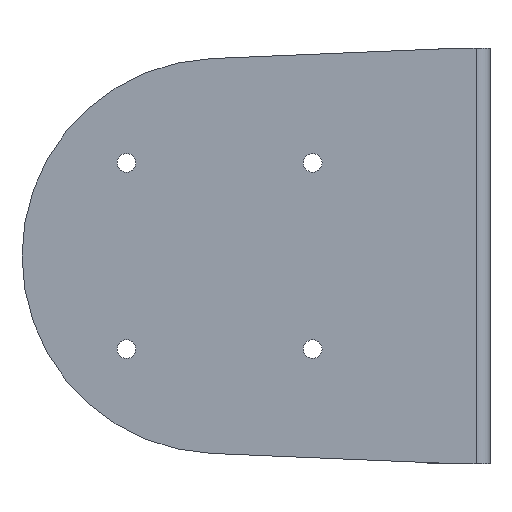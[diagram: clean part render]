
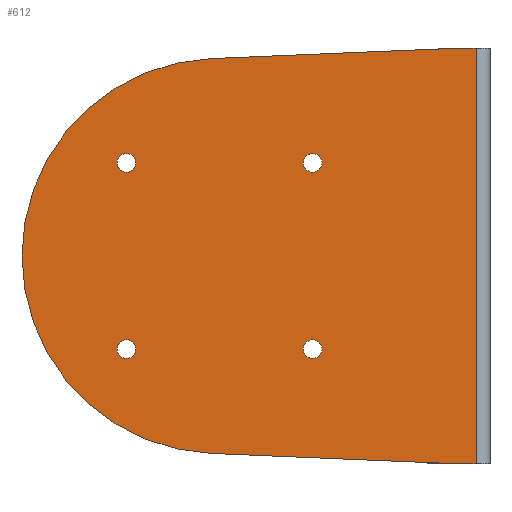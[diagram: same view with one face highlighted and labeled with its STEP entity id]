
A CAD part, front view. The second image highlights one B-rep face of the part: STEP entity #612.
In plain terms, the highlighted planar face has unit normal (0, -1, 0).
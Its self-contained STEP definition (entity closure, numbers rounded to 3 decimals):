
#6 = DIRECTION ( 'NONE',  ( 0., -1., 0. ) ) ;
#13 = CIRCLE ( 'NONE', #233, 1.35 ) ;
#28 = AXIS2_PLACEMENT_3D ( 'NONE', #1135, #785, #999 ) ;
#44 = DIRECTION ( 'NONE',  ( 0., 0., -1. ) ) ;
#46 = DIRECTION ( 'NONE',  ( 0., -1., 0. ) ) ;
#56 = VECTOR ( 'NONE', #2156, 1000. ) ;
#71 = EDGE_CURVE ( 'NONE', #2177, #610, #13, .T. ) ;
#74 = CARTESIAN_POINT ( 'NONE',  ( 0., 0., 0. ) ) ;
#107 = CARTESIAN_POINT ( 'NONE',  ( 37., 0., -30. ) ) ;
#113 = CARTESIAN_POINT ( 'NONE',  ( 39., 0., 30. ) ) ;
#133 = VERTEX_POINT ( 'NONE', #237 ) ;
#189 = ORIENTED_EDGE ( 'NONE', *, *, #2011, .F. ) ;
#193 = VECTOR ( 'NONE', #968, 1000. ) ;
#216 = DIRECTION ( 'NONE',  ( 0., 1., 0. ) ) ;
#225 = DIRECTION ( 'NONE',  ( 0., 0., -1. ) ) ;
#231 = DIRECTION ( 'NONE',  ( 0., -1., 0. ) ) ;
#233 = AXIS2_PLACEMENT_3D ( 'NONE', #1255, #734, #44 ) ;
#234 = CIRCLE ( 'NONE', #1246, 1.35 ) ;
#237 = CARTESIAN_POINT ( 'NONE',  ( 37., 0., 30. ) ) ;
#248 = DIRECTION ( 'NONE',  ( -1., 0., 0. ) ) ;
#260 = DIRECTION ( 'NONE',  ( -1., 0., 0. ) ) ;
#268 = CARTESIAN_POINT ( 'NONE',  ( 35., 0., -30. ) ) ;
#277 = EDGE_CURVE ( 'NONE', #133, #1196, #1818, .T. ) ;
#334 = VECTOR ( 'NONE', #1505, 1000. ) ;
#337 = CARTESIAN_POINT ( 'NONE',  ( 35., 0., 30. ) ) ;
#350 = CIRCLE ( 'NONE', #28, 28.5 ) ;
#363 = EDGE_CURVE ( 'NONE', #610, #2177, #1490, .T. ) ;
#398 = FACE_BOUND ( 'NONE', #494, .T. ) ;
#405 = CARTESIAN_POINT ( 'NONE',  ( 13.435, 0., -13.435 ) ) ;
#423 = FACE_BOUND ( 'NONE', #1543, .T. ) ;
#433 = LINE ( 'NONE', #1468, #56 ) ;
#438 = ORIENTED_EDGE ( 'NONE', *, *, #1270, .F. ) ;
#439 = CIRCLE ( 'NONE', #2166, 1.35 ) ;
#476 = EDGE_CURVE ( 'NONE', #744, #2046, #2039, .T. ) ;
#488 = VERTEX_POINT ( 'NONE', #2076 ) ;
#494 = EDGE_LOOP ( 'NONE', ( #189, #743 ) ) ;
#500 = ORIENTED_EDGE ( 'NONE', *, *, #1707, .F. ) ;
#558 = EDGE_CURVE ( 'NONE', #488, #1814, #765, .T. ) ;
#587 = ORIENTED_EDGE ( 'NONE', *, *, #2196, .F. ) ;
#610 = VERTEX_POINT ( 'NONE', #738 ) ;
#611 = DIRECTION ( 'NONE',  ( 0., 0., -1. ) ) ;
#612 = ADVANCED_FACE ( 'NONE', ( #398, #423, #1601, #1469, #1115 ), #1636, .F. ) ;
#640 = CARTESIAN_POINT ( 'NONE',  ( -1.2, 0., -28.475 ) ) ;
#645 = AXIS2_PLACEMENT_3D ( 'NONE', #737, #1429, #225 ) ;
#669 = ORIENTED_EDGE ( 'NONE', *, *, #277, .T. ) ;
#673 = CARTESIAN_POINT ( 'NONE',  ( 37., 0., 30. ) ) ;
#724 = DIRECTION ( 'NONE',  ( 0., 0., -1. ) ) ;
#734 = DIRECTION ( 'NONE',  ( 0., -1., 0. ) ) ;
#737 = CARTESIAN_POINT ( 'NONE',  ( 13.435, 0., 13.435 ) ) ;
#738 = CARTESIAN_POINT ( 'NONE',  ( -13.435, 0., 14.785 ) ) ;
#741 = DIRECTION ( 'NONE',  ( 0., -1., 0. ) ) ;
#743 = ORIENTED_EDGE ( 'NONE', *, *, #476, .F. ) ;
#744 = VERTEX_POINT ( 'NONE', #2173 ) ;
#765 = CIRCLE ( 'NONE', #1048, 1.35 ) ;
#785 = DIRECTION ( 'NONE',  ( 0., 1., 0. ) ) ;
#802 = VERTEX_POINT ( 'NONE', #107 ) ;
#805 = VECTOR ( 'NONE', #248, 1000. ) ;
#806 = VERTEX_POINT ( 'NONE', #640 ) ;
#884 = VERTEX_POINT ( 'NONE', #268 ) ;
#903 = VECTOR ( 'NONE', #260, 1000. ) ;
#932 = CARTESIAN_POINT ( 'NONE',  ( -13.435, 0., -14.785 ) ) ;
#947 = AXIS2_PLACEMENT_3D ( 'NONE', #74, #216, #1790 ) ;
#950 = EDGE_CURVE ( 'NONE', #1823, #1649, #439, .T. ) ;
#968 = DIRECTION ( 'NONE',  ( -0.999, 0., 0.042 ) ) ;
#972 = CIRCLE ( 'NONE', #645, 1.35 ) ;
#980 = AXIS2_PLACEMENT_3D ( 'NONE', #1562, #6, #1170 ) ;
#999 = DIRECTION ( 'NONE',  ( 0., 0., 1. ) ) ;
#1023 = VERTEX_POINT ( 'NONE', #1681 ) ;
#1025 = DIRECTION ( 'NONE',  ( 0., 0., -1. ) ) ;
#1048 = AXIS2_PLACEMENT_3D ( 'NONE', #1257, #46, #724 ) ;
#1077 = CARTESIAN_POINT ( 'NONE',  ( -13.435, 0., 12.085 ) ) ;
#1107 = EDGE_LOOP ( 'NONE', ( #2014, #1611, #669, #438, #500, #1975 ) ) ;
#1115 = FACE_OUTER_BOUND ( 'NONE', #1107, .T. ) ;
#1135 = CARTESIAN_POINT ( 'NONE',  ( 0., 0., 0. ) ) ;
#1145 = DIRECTION ( 'NONE',  ( 0., -1., 0. ) ) ;
#1167 = LINE ( 'NONE', #673, #334 ) ;
#1170 = DIRECTION ( 'NONE',  ( 0., 0., -1. ) ) ;
#1196 = VERTEX_POINT ( 'NONE', #337 ) ;
#1246 = AXIS2_PLACEMENT_3D ( 'NONE', #2036, #1872, #1025 ) ;
#1253 = EDGE_CURVE ( 'NONE', #884, #806, #1555, .T. ) ;
#1255 = CARTESIAN_POINT ( 'NONE',  ( -13.435, 0., 13.435 ) ) ;
#1257 = CARTESIAN_POINT ( 'NONE',  ( 13.435, 0., 13.435 ) ) ;
#1270 = EDGE_CURVE ( 'NONE', #1023, #1196, #433, .T. ) ;
#1287 = AXIS2_PLACEMENT_3D ( 'NONE', #2118, #741, #1949 ) ;
#1341 = EDGE_CURVE ( 'NONE', #802, #133, #1167, .T. ) ;
#1382 = CARTESIAN_POINT ( 'NONE',  ( 13.435, 0., 12.085 ) ) ;
#1429 = DIRECTION ( 'NONE',  ( 0., -1., 0. ) ) ;
#1435 = EDGE_CURVE ( 'NONE', #1649, #1823, #234, .T. ) ;
#1468 = CARTESIAN_POINT ( 'NONE',  ( 35., 0., 30. ) ) ;
#1469 = FACE_BOUND ( 'NONE', #1624, .T. ) ;
#1486 = LINE ( 'NONE', #2139, #903 ) ;
#1490 = CIRCLE ( 'NONE', #1665, 1.35 ) ;
#1505 = DIRECTION ( 'NONE',  ( 0., 0., 1. ) ) ;
#1543 = EDGE_LOOP ( 'NONE', ( #1962, #2122 ) ) ;
#1547 = ORIENTED_EDGE ( 'NONE', *, *, #363, .F. ) ;
#1552 = CARTESIAN_POINT ( 'NONE',  ( 13.435, 0., -14.785 ) ) ;
#1555 = LINE ( 'NONE', #1800, #193 ) ;
#1562 = CARTESIAN_POINT ( 'NONE',  ( -13.435, 0., -13.435 ) ) ;
#1601 = FACE_BOUND ( 'NONE', #1616, .T. ) ;
#1611 = ORIENTED_EDGE ( 'NONE', *, *, #1341, .T. ) ;
#1616 = EDGE_LOOP ( 'NONE', ( #587, #1923 ) ) ;
#1624 = EDGE_LOOP ( 'NONE', ( #2189, #1547 ) ) ;
#1636 = PLANE ( 'NONE',  #947 ) ;
#1649 = VERTEX_POINT ( 'NONE', #1990 ) ;
#1665 = AXIS2_PLACEMENT_3D ( 'NONE', #1955, #1145, #1865 ) ;
#1672 = EDGE_CURVE ( 'NONE', #802, #884, #1486, .T. ) ;
#1677 = CIRCLE ( 'NONE', #1287, 1.35 ) ;
#1681 = CARTESIAN_POINT ( 'NONE',  ( -1.2, 0., 28.475 ) ) ;
#1707 = EDGE_CURVE ( 'NONE', #806, #1023, #350, .T. ) ;
#1790 = DIRECTION ( 'NONE',  ( 0., 0., 1. ) ) ;
#1800 = CARTESIAN_POINT ( 'NONE',  ( -1.2, 0., -28.475 ) ) ;
#1814 = VERTEX_POINT ( 'NONE', #1382 ) ;
#1818 = LINE ( 'NONE', #113, #805 ) ;
#1823 = VERTEX_POINT ( 'NONE', #1552 ) ;
#1865 = DIRECTION ( 'NONE',  ( 0., 0., -1. ) ) ;
#1872 = DIRECTION ( 'NONE',  ( 0., -1., 0. ) ) ;
#1923 = ORIENTED_EDGE ( 'NONE', *, *, #558, .F. ) ;
#1949 = DIRECTION ( 'NONE',  ( 0., 0., -1. ) ) ;
#1955 = CARTESIAN_POINT ( 'NONE',  ( -13.435, 0., 13.435 ) ) ;
#1962 = ORIENTED_EDGE ( 'NONE', *, *, #950, .F. ) ;
#1975 = ORIENTED_EDGE ( 'NONE', *, *, #1253, .F. ) ;
#1990 = CARTESIAN_POINT ( 'NONE',  ( 13.435, 0., -12.085 ) ) ;
#2011 = EDGE_CURVE ( 'NONE', #2046, #744, #1677, .T. ) ;
#2014 = ORIENTED_EDGE ( 'NONE', *, *, #1672, .F. ) ;
#2036 = CARTESIAN_POINT ( 'NONE',  ( 13.435, 0., -13.435 ) ) ;
#2039 = CIRCLE ( 'NONE', #980, 1.35 ) ;
#2046 = VERTEX_POINT ( 'NONE', #932 ) ;
#2076 = CARTESIAN_POINT ( 'NONE',  ( 13.435, 0., 14.785 ) ) ;
#2118 = CARTESIAN_POINT ( 'NONE',  ( -13.435, 0., -13.435 ) ) ;
#2122 = ORIENTED_EDGE ( 'NONE', *, *, #1435, .F. ) ;
#2139 = CARTESIAN_POINT ( 'NONE',  ( 39., 0., -30. ) ) ;
#2156 = DIRECTION ( 'NONE',  ( 0.999, 0., 0.042 ) ) ;
#2166 = AXIS2_PLACEMENT_3D ( 'NONE', #405, #231, #611 ) ;
#2173 = CARTESIAN_POINT ( 'NONE',  ( -13.435, 0., -12.085 ) ) ;
#2177 = VERTEX_POINT ( 'NONE', #1077 ) ;
#2189 = ORIENTED_EDGE ( 'NONE', *, *, #71, .F. ) ;
#2196 = EDGE_CURVE ( 'NONE', #1814, #488, #972, .T. ) ;
